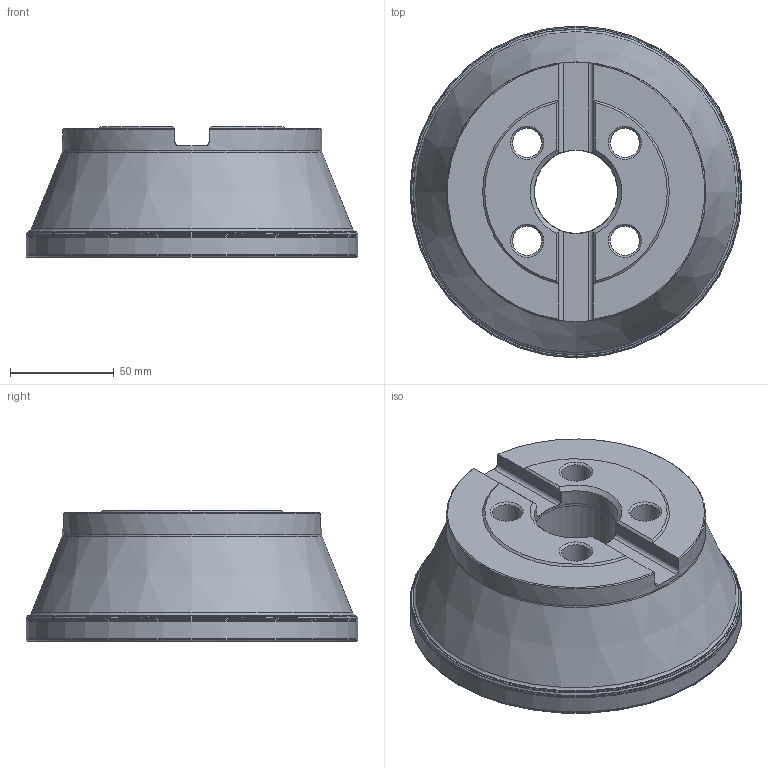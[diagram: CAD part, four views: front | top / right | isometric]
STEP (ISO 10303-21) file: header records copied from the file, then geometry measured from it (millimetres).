
FILE_DESCRIPTION(/* description */ (''),/* implementation_level */ '2;1');
FILE_NAME(/* name */ '160C10R_S90TN16_C_203011413ndi000_00_SIM.stp',/* time_stamp */ '2021-03-24T11:44:11+01:00',/* author */ (''),/* organization */ (''),/* preprocessor_version */ 'ST-DEVELOPER v16.7',/* originating_system */ 'SIEMENS PLM Software NX 12.0',/* authorisation */ '');
FILE_SCHEMA (('AUTOMOTIVE_DESIGN { 1 0 10303 214 3 1 1 1 }'));
Length unit declared in the file: millimetre
Products named in the file (1): lf192108540Cgv0x
Bounding box: 160 x 160 x 62.99 mm (x, y, z)
Volume: 743007 mm3; surface area: 92965.6 mm2
Topology: 2 solids, 2 shells, 136 faces, 328 edges, 194 vertices
Faces by surface type: cone 36, revolution 35, cylinder 30, plane 20, torus 15
Full cylindrical faces by diameter (mm): 6.4 x4, 14 x4, 20 x4, 40.008 x1, 40.2 x1, 90 x1, 96.928 x1, 125 x1, 158.2 x1
Entity records: 3908 total; most frequent: CARTESIAN_POINT 1158, DIRECTION 553, ORIENTED_EDGE 436, AXIS2_PLACEMENT_3D 239, EDGE_LOOP 236, EDGE_CURVE 218, FACE_BOUND 202, VERTEX_POINT 178
